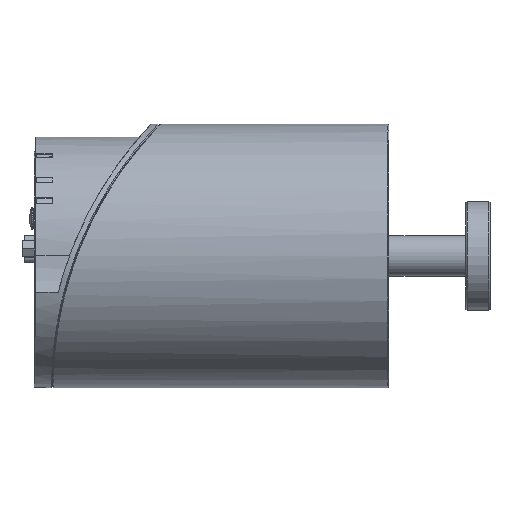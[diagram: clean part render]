
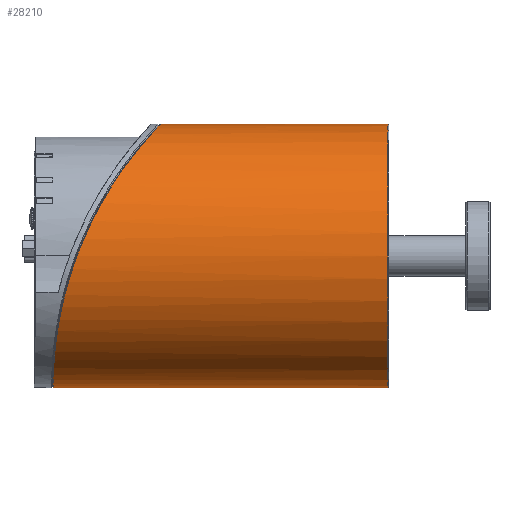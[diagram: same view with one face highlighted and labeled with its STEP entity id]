
A CAD part, left-side view. The second image highlights one B-rep face of the part: STEP entity #28210.
In plain terms, the highlighted cylindrical face has radius 41 mm (diameter 82 mm), a full revolution.
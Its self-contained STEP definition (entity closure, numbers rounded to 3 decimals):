
#481=B_SPLINE_CURVE_WITH_KNOTS('',3,(#49660,#49661,#49662,#49663,#49664,
#49665,#49666,#49667,#49668,#49669,#49670,#49671,#49672),.UNSPECIFIED.,
 .F.,.F.,(4,1,1,1,1,1,1,1,1,1,4),(-26.603,-26.128,-25.653,
-25.178,-24.703,-23.753,-22.803,
-22.169,-21.536,-20.269,-19.712),
 .UNSPECIFIED.);
#482=B_SPLINE_CURVE_WITH_KNOTS('',3,(#49673,#49674,#49675,#49676,#49677,
#49678,#49679,#49680,#49681,#49682,#49683,#49684,#49685,#49686,#49687,#49688,
#49689,#49690,#49691,#49692,#49693,#49694,#49695,#49696,#49697),
 .UNSPECIFIED.,.F.,.F.,(4,1,1,1,1,1,1,1,1,1,1,1,1,1,1,1,1,1,1,1,1,1,4),
(-19.712,-19.636,-19.002,-17.735,
-16.469,-15.202,-13.935,-12.668,
-11.401,-10.135,-8.868,-7.601,
-6.967,-6.334,-5.067,-4.434,
-3.8,-2.85,-1.9,-1.425,
-0.95,-0.475,0.),.UNSPECIFIED.);
#1052=CYLINDRICAL_SURFACE('',#30446,41.);
#3520=LINE('',#49658,#6058);
#6058=VECTOR('',#37262,41.);
#7666=FACE_OUTER_BOUND('',#9203,.T.);
#9203=EDGE_LOOP('',(#24091,#24092,#24093,#24094,#24095,#24096));
#10173=CIRCLE('',#30443,41.);
#10175=CIRCLE('',#30445,41.);
#12678=VERTEX_POINT('',#49651);
#12679=VERTEX_POINT('',#49652);
#12680=VERTEX_POINT('',#49657);
#12681=VERTEX_POINT('',#49659);
#16528=EDGE_CURVE('',#12678,#12679,#10173,.T.);
#16530=EDGE_CURVE('',#12679,#12678,#10175,.T.);
#16531=EDGE_CURVE('',#12678,#12680,#3520,.T.);
#16532=EDGE_CURVE('',#12681,#12680,#481,.T.);
#16533=EDGE_CURVE('',#12680,#12681,#482,.T.);
#24091=ORIENTED_EDGE('',*,*,#16528,.F.);
#24092=ORIENTED_EDGE('',*,*,#16531,.T.);
#24093=ORIENTED_EDGE('',*,*,#16532,.F.);
#24094=ORIENTED_EDGE('',*,*,#16533,.F.);
#24095=ORIENTED_EDGE('',*,*,#16531,.F.);
#24096=ORIENTED_EDGE('',*,*,#16530,.F.);
#28210=ADVANCED_FACE('',(#7666),#1052,.T.);
#30443=AXIS2_PLACEMENT_3D('',#49653,#37254,#37255);
#30445=AXIS2_PLACEMENT_3D('',#49655,#37258,#37259);
#30446=AXIS2_PLACEMENT_3D('',#49656,#37260,#37261);
#37254=DIRECTION('center_axis',(0.,-1.,0.));
#37255=DIRECTION('ref_axis',(-1.,0.,0.));
#37258=DIRECTION('center_axis',(0.,-1.,0.));
#37259=DIRECTION('ref_axis',(-1.,0.,0.));
#37260=DIRECTION('center_axis',(0.,-1.,0.));
#37261=DIRECTION('ref_axis',(-1.,0.,0.));
#37262=DIRECTION('',(0.,1.,0.));
#49651=CARTESIAN_POINT('',(41.,-68.6,0.));
#49652=CARTESIAN_POINT('',(-41.,-68.6,0.));
#49653=CARTESIAN_POINT('Origin',(0.,-68.6,
0.));
#49655=CARTESIAN_POINT('Origin',(0.,-68.6,
0.));
#49656=CARTESIAN_POINT('Origin',(0.,40.8,
0.));
#49657=CARTESIAN_POINT('',(41.,28.163,0.001));
#49658=CARTESIAN_POINT('',(41.,40.8,0.));
#49659=CARTESIAN_POINT('',(0.,2.167,41.));
#49660=CARTESIAN_POINT('Ctrl Pts',(0.,2.167,
41.));
#49661=CARTESIAN_POINT('Ctrl Pts',(1.057,2.167,41.));
#49662=CARTESIAN_POINT('Ctrl Pts',(3.187,2.247,40.918));
#49663=CARTESIAN_POINT('Ctrl Pts',(6.597,2.632,40.522));
#49664=CARTESIAN_POINT('Ctrl Pts',(10.654,3.442,39.679));
#49665=CARTESIAN_POINT('Ctrl Pts',(16.679,5.294,37.695));
#49666=CARTESIAN_POINT('Ctrl Pts',(23.855,8.717,33.826));
#49667=CARTESIAN_POINT('Ctrl Pts',(30.338,13.255,27.976));
#49668=CARTESIAN_POINT('Ctrl Pts',(34.786,17.282,22.001));
#49669=CARTESIAN_POINT('Ctrl Pts',(38.589,21.582,14.817));
#49670=CARTESIAN_POINT('Ctrl Pts',(40.622,25.215,7.479));
#49671=CARTESIAN_POINT('Ctrl Pts',(41.,27.504,1.767));
#49672=CARTESIAN_POINT('Ctrl Pts',(41.,28.163,0.001));
#49673=CARTESIAN_POINT('Ctrl Pts',(41.,28.163,0.001));
#49674=CARTESIAN_POINT('Ctrl Pts',(41.,28.253,-0.241));
#49675=CARTESIAN_POINT('Ctrl Pts',(40.981,29.085,-2.494));
#49676=CARTESIAN_POINT('Ctrl Pts',(40.4,31.22,-8.867));
#49677=CARTESIAN_POINT('Ctrl Pts',(37.12,33.67,-18.921));
#49678=CARTESIAN_POINT('Ctrl Pts',(29.505,35.13,-29.442));
#49679=CARTESIAN_POINT('Ctrl Pts',(18.938,35.573,-37.133));
#49680=CARTESIAN_POINT('Ctrl Pts',(6.528,35.598,-41.167));
#49681=CARTESIAN_POINT('Ctrl Pts',(-6.527,35.598,-41.167));
#49682=CARTESIAN_POINT('Ctrl Pts',(-18.938,35.573,-37.133));
#49683=CARTESIAN_POINT('Ctrl Pts',(-29.507,35.13,-29.44));
#49684=CARTESIAN_POINT('Ctrl Pts',(-37.118,33.67,-18.923));
#49685=CARTESIAN_POINT('Ctrl Pts',(-40.401,31.22,-8.866));
#49686=CARTESIAN_POINT('Ctrl Pts',(-41.144,28.483,-0.697));
#49687=CARTESIAN_POINT('Ctrl Pts',(-40.686,25.327,7.252));
#49688=CARTESIAN_POINT('Ctrl Pts',(-38.589,21.582,14.817));
#49689=CARTESIAN_POINT('Ctrl Pts',(-34.786,17.282,22.001));
#49690=CARTESIAN_POINT('Ctrl Pts',(-30.338,13.255,27.976));
#49691=CARTESIAN_POINT('Ctrl Pts',(-23.855,8.717,33.826));
#49692=CARTESIAN_POINT('Ctrl Pts',(-16.679,5.294,37.695));
#49693=CARTESIAN_POINT('Ctrl Pts',(-10.654,3.442,39.679));
#49694=CARTESIAN_POINT('Ctrl Pts',(-6.597,2.632,40.522));
#49695=CARTESIAN_POINT('Ctrl Pts',(-3.187,2.247,40.918));
#49696=CARTESIAN_POINT('Ctrl Pts',(-1.057,2.167,41.));
#49697=CARTESIAN_POINT('Ctrl Pts',(0.,2.167,
41.));
